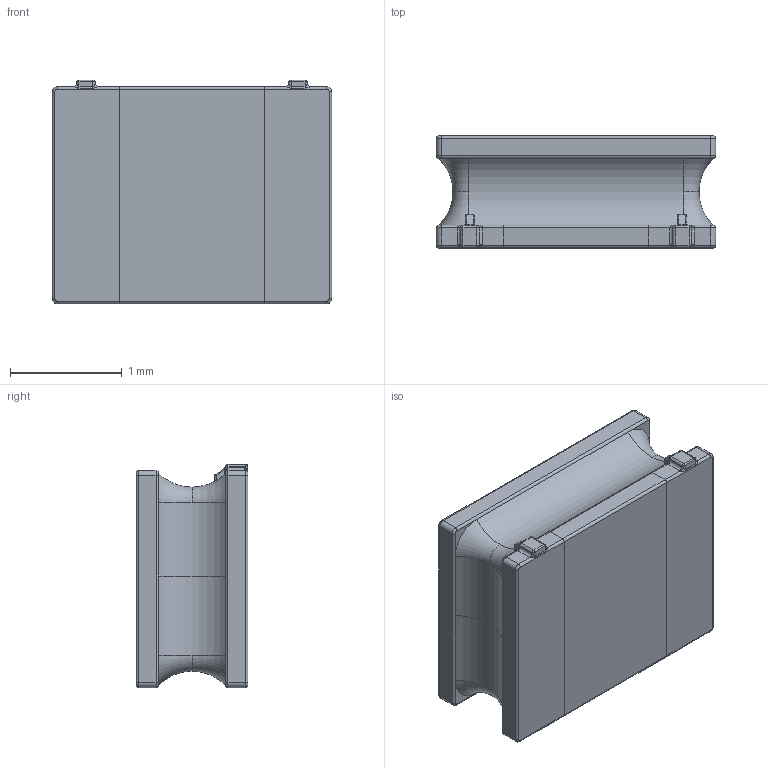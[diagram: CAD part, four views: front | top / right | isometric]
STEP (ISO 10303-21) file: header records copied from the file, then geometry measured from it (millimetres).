
FILE_DESCRIPTION (( 'STEP AP214' ), '1' );
FILE_NAME ('VLS252010HBU-100M.STEP', '2022-03-04T03:00:49', ( '' ), ( '' ), 'SwSTEP 2.0', 'SolidWorks 2017', '' );
FILE_SCHEMA (( 'AUTOMOTIVE_DESIGN' ));
Length unit declared in the file: millimetre
Products named in the file (1): VLS252010HBU-100M
Bounding box: 2.5 x 1 x 2 mm (x, y, z)
Volume: 4.3 mm3; surface area: 25.7 mm2
Topology: 34 solids, 34 shells, 438 faces, 903 edges, 558 vertices
Faces by surface type: cylinder 211, plane 163, torus 44, bspline 20
Entity records: 12873 total; most frequent: CARTESIAN_POINT 3074, DIRECTION 2136, ORIENTED_EDGE 1798, EDGE_CURVE 899, AXIS2_PLACEMENT_3D 880, VERTEX_POINT 558, EDGE_LOOP 467, CIRCLE 461
